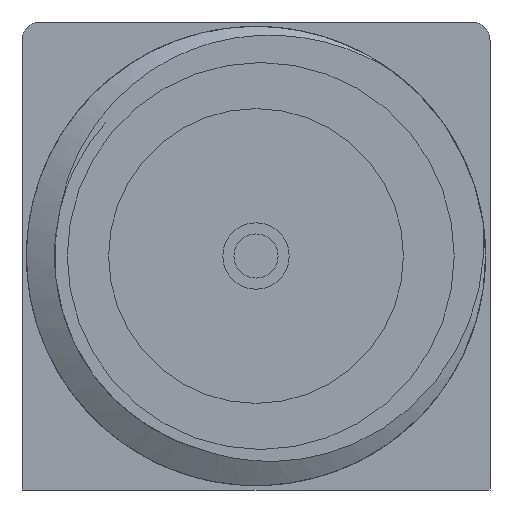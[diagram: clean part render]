
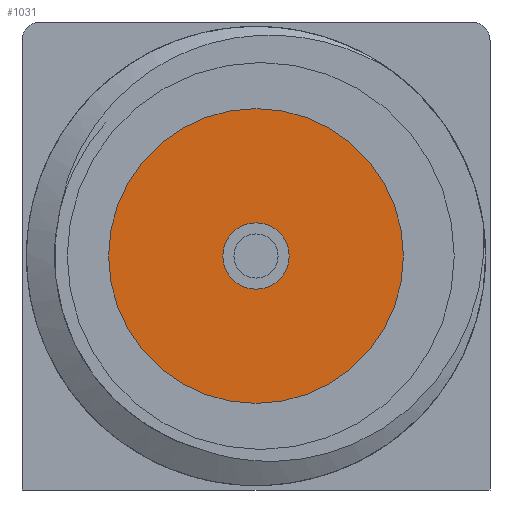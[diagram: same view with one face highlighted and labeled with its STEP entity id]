
A CAD part, front view. The second image highlights one B-rep face of the part: STEP entity #1031.
In plain terms, the highlighted planar face has unit normal (0, -1, 0).
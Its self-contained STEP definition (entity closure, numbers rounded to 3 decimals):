
#27=FACE_BOUND('',#185,.T.);
#39=PLANE('',#1128);
#118=FACE_OUTER_BOUND('',#184,.T.);
#184=EDGE_LOOP('',(#870));
#185=EDGE_LOOP('',(#871));
#220=CIRCLE('',#1100,0.45);
#227=CIRCLE('',#1113,2.);
#482=VERTEX_POINT('',#2130);
#489=VERTEX_POINT('',#2162);
#597=EDGE_CURVE('',#482,#482,#220,.T.);
#608=EDGE_CURVE('',#489,#489,#227,.T.);
#870=ORIENTED_EDGE('',*,*,#608,.T.);
#871=ORIENTED_EDGE('',*,*,#597,.T.);
#1031=ADVANCED_FACE('',(#118,#27),#39,.T.);
#1100=AXIS2_PLACEMENT_3D('',#2132,#1252,#1253);
#1113=AXIS2_PLACEMENT_3D('',#2163,#1281,#1282);
#1128=AXIS2_PLACEMENT_3D('',#2712,#1330,#1331);
#1252=DIRECTION('center_axis',(0.,1.,0.));
#1253=DIRECTION('ref_axis',(0.,0.,-1.));
#1281=DIRECTION('center_axis',(0.,-1.,0.));
#1282=DIRECTION('ref_axis',(1.,0.,0.));
#1330=DIRECTION('center_axis',(0.,-1.,0.));
#1331=DIRECTION('ref_axis',(1.,0.,0.));
#2130=CARTESIAN_POINT('',(0.,-8.69,0.825));
#2132=CARTESIAN_POINT('Origin',(0.,-8.69,0.375));
#2162=CARTESIAN_POINT('',(-2.,-8.69,0.375));
#2163=CARTESIAN_POINT('Origin',(0.,-8.69,0.375));
#2712=CARTESIAN_POINT('Origin',(0.,-8.69,0.375));
